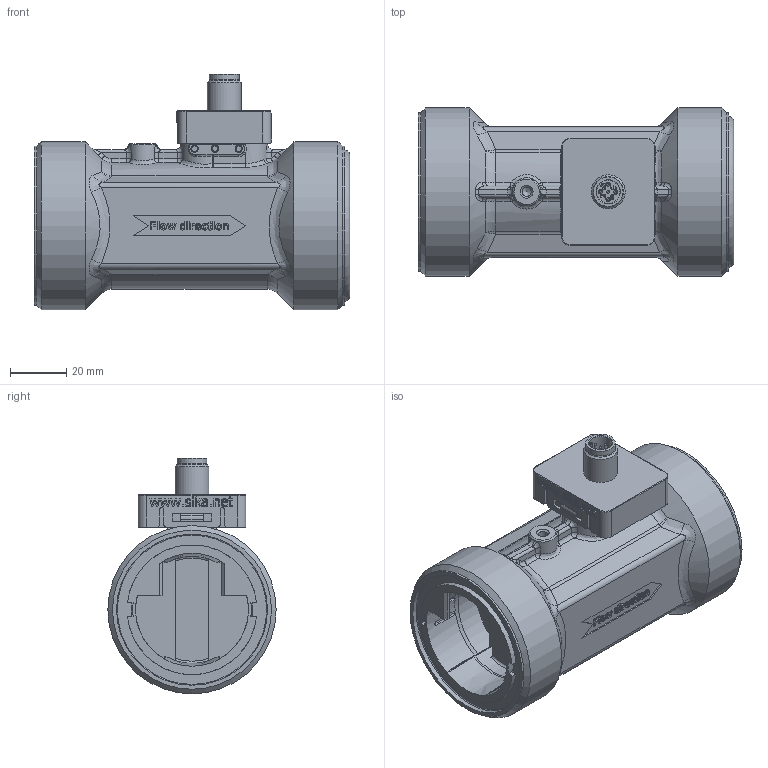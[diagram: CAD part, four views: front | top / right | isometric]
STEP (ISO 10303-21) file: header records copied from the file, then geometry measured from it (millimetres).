
FILE_DESCRIPTION(/* description */ (''),/* implementation_level */ '2;1');
FILE_NAME(/* name */ 'VVXEEFGPVY00352X.stp',/* time_stamp */ '2024-04-11T09:38:25+02:00',/* author */ ('sadlowski'),/* organization */ (''),/* preprocessor_version */ 'ST-DEVELOPER v18',/* originating_system */ 'Autodesk Inventor 2020',/* authorisation */ '');
FILE_SCHEMA (('AUTOMOTIVE_DESIGN { 1 0 10303 214 3 1 1 }'));
Products named in the file (1): _
Bounding box: 111.75 x 59.61 x 83.5 mm (x, y, z)
Volume: 205044.2 mm3; surface area: 45070.8 mm2
Topology: 2 solids, 2 shells, 1389 faces, 3744 edges, 2434 vertices
Faces by surface type: plane 750, bspline 349, cylinder 200, torus 52, cone 30, sphere 8
Full cylindrical faces by diameter (mm): 0.5 x1, 0.714 x1, 1 x5, 2 x3, 3.24 x1, 10.5 x1, 10.6 x1, 12 x1, 14 x1, 40 x1, 42 x1, 46 x2, 47 x1, 53.5 x3, 56.3 x2, 59.61 x2
Entity records: 49836 total; most frequent: CARTESIAN_POINT 16937, ORIENTED_EDGE 7460, DIRECTION 5699, EDGE_CURVE 3730, VERTEX_POINT 2434, LINE 2299, VECTOR 2299, AXIS2_PLACEMENT_3D 1700
